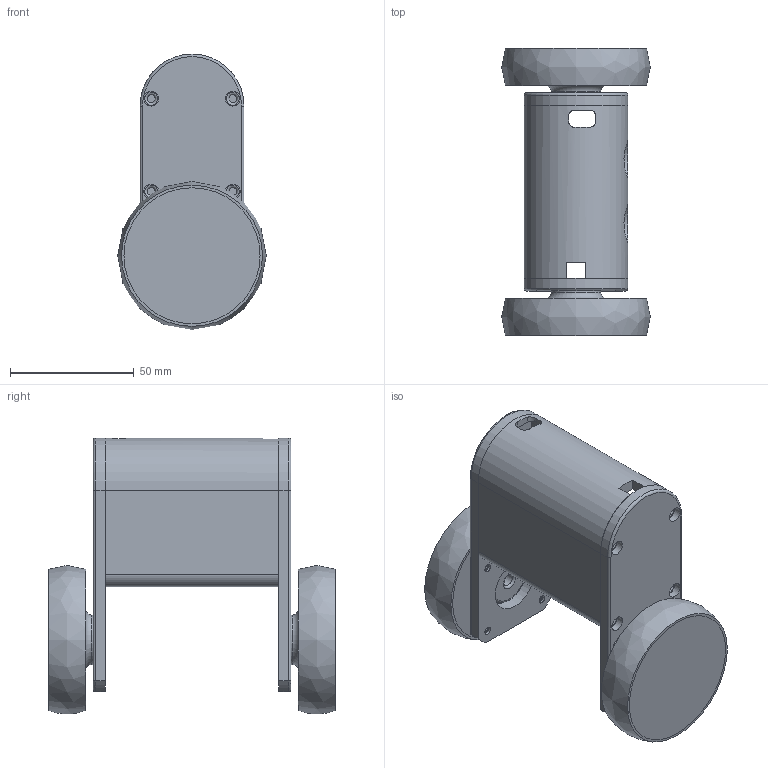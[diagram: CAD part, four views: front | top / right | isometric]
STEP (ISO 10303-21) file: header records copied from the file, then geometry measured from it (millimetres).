
FILE_DESCRIPTION(/* description */ (''),/* implementation_level */ '2;1');
FILE_NAME(/* name */ 'TicTac.step',/* time_stamp */ '2025-05-17T12:10:01-04:00',/* author */ (''),/* organization */ (''),/* preprocessor_version */ 'ST-DEVELOPER v20.1',/* originating_system */ 'Autodesk Translation Framework v14.4.0.0',/* authorisation */ '');
FILE_SCHEMA (('AUTOMOTIVE_DESIGN { 1 0 10303 214 3 1 1 }'));
Length unit declared in the file: millimetre
Products named in the file (1): TicTac
Bounding box: 60 x 116 x 111.44 mm (x, y, z)
Volume: 162432.2 mm3; surface area: 73207.8 mm2
Topology: 7 solids, 7 shells, 254 faces, 594 edges, 388 vertices
Faces by surface type: plane 115, cylinder 101, torus 28, cone 8, bspline 2
Full cylindrical faces by diameter (mm): 2.2 x4, 2.8 x4, 3.2 x16, 4.4 x8, 5.2 x2, 6 x18, 16.1 x2, 20 x2, 22.3 x2, 52.691 x4
Entity records: 7787 total; most frequent: CARTESIAN_POINT 1601, DIRECTION 1349, ORIENTED_EDGE 1188, EDGE_CURVE 594, AXIS2_PLACEMENT_3D 524, VERTEX_POINT 388, EDGE_LOOP 340, LINE 301
